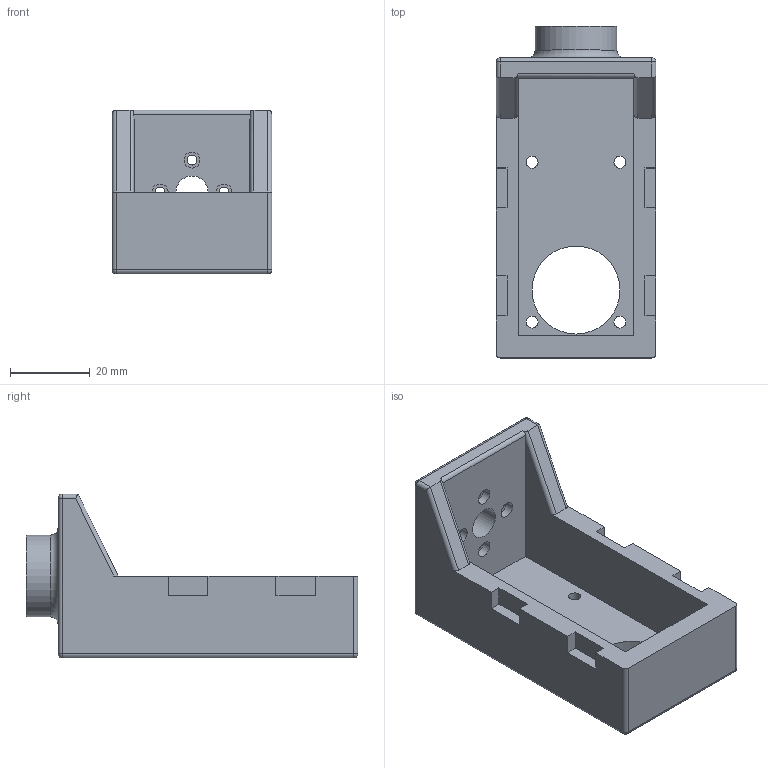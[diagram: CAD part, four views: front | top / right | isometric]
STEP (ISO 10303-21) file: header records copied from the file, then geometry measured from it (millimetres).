
FILE_DESCRIPTION(/* description */ ('','CAx-IF Rec.Pracs.---Representation and Presentation of Product Manufacturing Information (PMI)---4.0---2014-10-13'),/* implementation_level */ '2;1');
FILE_NAME(/* name */ '6_Axis_4_5arm.step',/* time_stamp */ '2024-12-27T13:57:07+09:00',/* author */ (''),/* organization */ (''),/* preprocessor_version */ 'ST-DEVELOPER v20',/* originating_system */ 'Autodesk Translation Framework v13.20.0.188',/* authorisation */ '');
FILE_SCHEMA (('AP242_MANAGED_MODEL_BASED_3D_ENGINEERING_MIM_LF { 1 0 10303 442 1 1 4 }'));
Length unit declared in the file: millimetre
Products named in the file (1): 6_Axis_4_5arm
Bounding box: 40 x 83 x 41 mm (x, y, z)
Volume: 33829.6 mm3; surface area: 16645.4 mm2
Topology: 1 solids, 1 shells, 73 faces, 178 edges, 112 vertices
Faces by surface type: plane 35, cylinder 31, sphere 6, torus 1
Full cylindrical faces by diameter (mm): 2.5 x4, 3 x4, 4 x4, 8 x1, 20.5 x1, 22 x1
Entity records: 2230 total; most frequent: CARTESIAN_POINT 390, DIRECTION 387, ORIENTED_EDGE 356, EDGE_CURVE 178, AXIS2_PLACEMENT_3D 137, LINE 113, VECTOR 113, VERTEX_POINT 112
